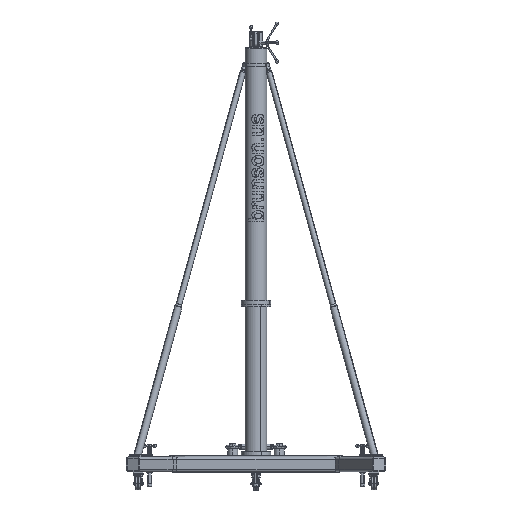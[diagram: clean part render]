
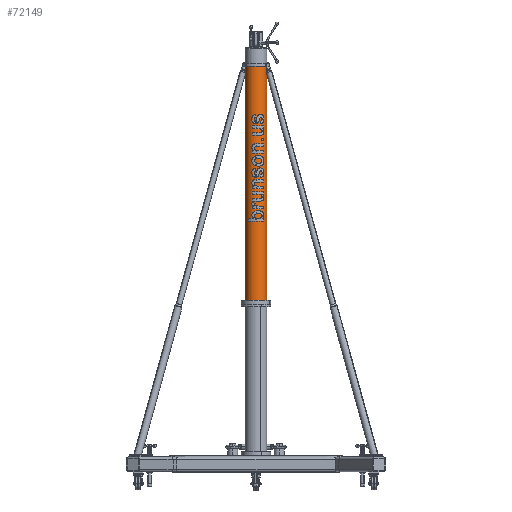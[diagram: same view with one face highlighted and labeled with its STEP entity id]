
A CAD part, top view. The second image highlights one B-rep face of the part: STEP entity #72149.
In plain terms, the highlighted cylindrical face has radius 111.125 mm (diameter 222.25 mm), a partial arc.
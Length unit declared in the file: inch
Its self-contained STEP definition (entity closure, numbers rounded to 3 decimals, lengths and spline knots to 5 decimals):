
#4316 = AXIS2_PLACEMENT_3D ( 'NONE', #14943, #57493, #103484 ) ;
#5379 = CARTESIAN_POINT ( 'NONE',  ( 0., 166.75, -6.49334 ) ) ;
#5651 = VECTOR ( 'NONE', #63988, 39.37008 ) ;
#9901 = ORIENTED_EDGE ( 'NONE', *, *, #54441, .T. ) ;
#10231 = ORIENTED_EDGE ( 'NONE', *, *, #43793, .T. ) ;
#14943 = CARTESIAN_POINT ( 'NONE',  ( 0., 65.88, -6.49334 ) ) ;
#15390 = CARTESIAN_POINT ( 'NONE',  ( -4.375, 166.75, -6.49334 ) ) ;
#16061 = CIRCLE ( 'NONE', #80683, 4.375 ) ;
#19562 = ORIENTED_EDGE ( 'NONE', *, *, #69893, .T. ) ;
#19810 = CIRCLE ( 'NONE', #4316, 4.375 ) ;
#34832 = VERTEX_POINT ( 'NONE', #122862 ) ;
#43793 = EDGE_CURVE ( 'Defeatured_147238+Defeatured_147240+Defeatured_147240+Defeatured_147240', #124567, #88669, #19810, .T. ) ;
#46369 = ORIENTED_EDGE ( 'NONE', *, *, #108205, .F. ) ;
#48125 = VECTOR ( 'NONE', #59330, 39.37008 ) ;
#54441 = EDGE_CURVE ( 'NONE', #78306, #124567, #69128, .T. ) ;
#57493 = DIRECTION ( 'NONE',  ( 0., 1., 0. ) ) ;
#57679 = CYLINDRICAL_SURFACE ( 'NONE', #98817, 4.375 ) ;
#59330 = DIRECTION ( 'NONE',  ( 0., -1., 0. ) ) ;
#61834 = CARTESIAN_POINT ( 'NONE',  ( 0., 159.625, -6.49334 ) ) ;
#63988 = DIRECTION ( 'NONE',  ( 0., -1., 0. ) ) ;
#69128 = LINE ( 'NONE', #15390, #48125 ) ;
#69893 = EDGE_CURVE ( 'Defeatured_147238+Defeatured_147241+Defeatured_147241+Defeatured_147241', #34832, #78306, #16061, .T. ) ;
#72149 = ADVANCED_FACE ( 'Defeatured_147238', ( #88394 ), #57679, .T. ) ;
#78306 = VERTEX_POINT ( 'NONE', #93518 ) ;
#79973 = DIRECTION ( 'NONE',  ( 0., -1., 0. ) ) ;
#80683 = AXIS2_PLACEMENT_3D ( 'NONE', #61834, #84822, #127964 ) ;
#82059 = CARTESIAN_POINT ( 'NONE',  ( 4.375, 65.88, -6.49334 ) ) ;
#84822 = DIRECTION ( 'NONE',  ( 0., -1., 0. ) ) ;
#88394 = FACE_OUTER_BOUND ( 'NONE', #107516, .T. ) ;
#88669 = VERTEX_POINT ( 'NONE', #82059 ) ;
#93518 = CARTESIAN_POINT ( 'NONE',  ( -4.375, 159.625, -6.49334 ) ) ;
#95344 = CARTESIAN_POINT ( 'NONE',  ( 4.375, 166.75, -6.49334 ) ) ;
#98817 = AXIS2_PLACEMENT_3D ( 'NONE', #5379, #79973, #130835 ) ;
#103484 = DIRECTION ( 'NONE',  ( 0., 0., 1. ) ) ;
#107516 = EDGE_LOOP ( 'NONE', ( #19562, #9901, #10231, #46369 ) ) ;
#108205 = EDGE_CURVE ( 'NONE', #34832, #88669, #128052, .T. ) ;
#109857 = CARTESIAN_POINT ( 'NONE',  ( -4.375, 65.88, -6.49334 ) ) ;
#122862 = CARTESIAN_POINT ( 'NONE',  ( 4.375, 159.625, -6.49334 ) ) ;
#124567 = VERTEX_POINT ( 'NONE', #109857 ) ;
#127964 = DIRECTION ( 'NONE',  ( 0., 0., -1. ) ) ;
#128052 = LINE ( 'NONE', #95344, #5651 ) ;
#130835 = DIRECTION ( 'NONE',  ( 1., 0., 0. ) ) ;
